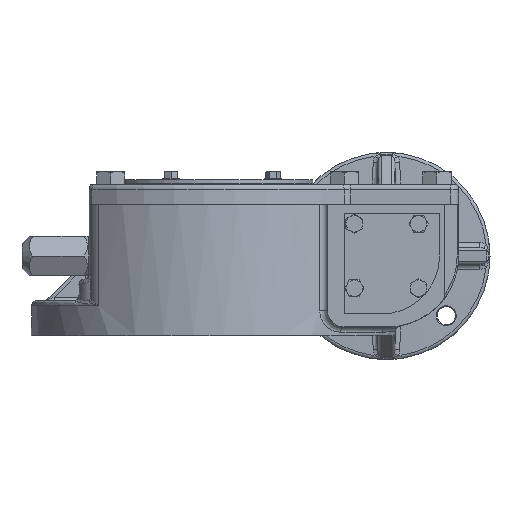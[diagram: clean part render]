
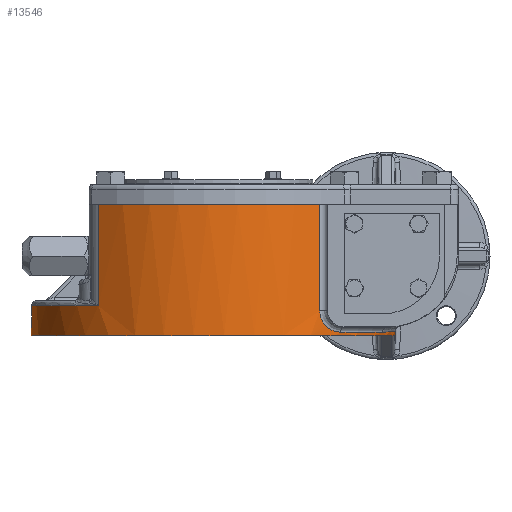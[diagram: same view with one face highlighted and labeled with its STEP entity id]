
A CAD part, front view. The second image highlights one B-rep face of the part: STEP entity #13546.
In plain terms, the highlighted cylindrical face has radius 110 mm (diameter 220 mm), a full revolution.
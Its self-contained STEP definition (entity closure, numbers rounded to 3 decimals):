
#220=B_SPLINE_CURVE_WITH_KNOTS('',3,(#20492,#20493,#20494,#20495,#20496,
#20497,#20498,#20499),.UNSPECIFIED.,.F.,.F.,(4,1,1,1,1,4),(0.,0.003,
0.006,0.012,0.017,0.023),
 .UNSPECIFIED.);
#221=B_SPLINE_CURVE_WITH_KNOTS('',3,(#20503,#20504,#20505,#20506,#20507,
#20508,#20509,#20510,#20511,#20512,#20513),.UNSPECIFIED.,.F.,.F.,(4,1,1,
1,1,1,1,1,4),(0.,0.01,0.021,0.031,
0.041,0.052,0.062,0.072,
0.083),.UNSPECIFIED.);
#222=B_SPLINE_CURVE_WITH_KNOTS('',3,(#20517,#20518,#20519,#20520,#20521,
#20522,#20523,#20524,#20525),.UNSPECIFIED.,.F.,.F.,(4,1,1,1,1,1,4),(0.,
0.006,0.012,0.015,0.017,
0.02,0.023),.UNSPECIFIED.);
#1034=LINE('',#20485,#1818);
#1035=LINE('',#20490,#1819);
#1036=LINE('',#20527,#1820);
#1037=LINE('',#20531,#1821);
#1818=VECTOR('',#17050,1000.);
#1819=VECTOR('',#17053,1000.);
#1820=VECTOR('',#17058,1000.);
#1821=VECTOR('',#17061,1000.);
#2602=CYLINDRICAL_SURFACE('',#15704,110.);
#3148=ORIENTED_EDGE('',*,*,#6941,.F.);
#3149=ORIENTED_EDGE('',*,*,#6942,.T.);
#3150=ORIENTED_EDGE('',*,*,#6943,.T.);
#3151=ORIENTED_EDGE('',*,*,#6944,.T.);
#3152=ORIENTED_EDGE('',*,*,#6945,.T.);
#3153=ORIENTED_EDGE('',*,*,#6946,.T.);
#3154=ORIENTED_EDGE('',*,*,#6947,.T.);
#3155=ORIENTED_EDGE('',*,*,#6948,.T.);
#3156=ORIENTED_EDGE('',*,*,#6949,.T.);
#3157=ORIENTED_EDGE('',*,*,#6950,.T.);
#3158=ORIENTED_EDGE('',*,*,#6951,.T.);
#3159=ORIENTED_EDGE('',*,*,#6952,.T.);
#3160=ORIENTED_EDGE('',*,*,#6953,.T.);
#6941=EDGE_CURVE('',#9171,#9171,#10758,.F.);
#6942=EDGE_CURVE('',#9172,#9173,#1034,.F.);
#6943=EDGE_CURVE('',#9173,#9174,#10759,.F.);
#6944=EDGE_CURVE('',#9174,#9175,#1035,.T.);
#6945=EDGE_CURVE('',#9175,#9176,#220,.T.);
#6946=EDGE_CURVE('',#9176,#9177,#10760,.T.);
#6947=EDGE_CURVE('',#9177,#9178,#221,.T.);
#6948=EDGE_CURVE('',#9178,#9179,#10761,.T.);
#6949=EDGE_CURVE('',#9179,#9180,#222,.T.);
#6950=EDGE_CURVE('',#9180,#9181,#1036,.F.);
#6951=EDGE_CURVE('',#9181,#9182,#10762,.F.);
#6952=EDGE_CURVE('',#9182,#9183,#1037,.T.);
#6953=EDGE_CURVE('',#9183,#9172,#10763,.F.);
#9171=VERTEX_POINT('',#20484);
#9172=VERTEX_POINT('',#20486);
#9173=VERTEX_POINT('',#20487);
#9174=VERTEX_POINT('',#20489);
#9175=VERTEX_POINT('',#20491);
#9176=VERTEX_POINT('',#20500);
#9177=VERTEX_POINT('',#20502);
#9178=VERTEX_POINT('',#20514);
#9179=VERTEX_POINT('',#20516);
#9180=VERTEX_POINT('',#20526);
#9181=VERTEX_POINT('',#20528);
#9182=VERTEX_POINT('',#20530);
#9183=VERTEX_POINT('',#20532);
#10758=CIRCLE('',#15705,110.);
#10759=CIRCLE('',#15706,110.);
#10760=CIRCLE('',#15707,110.);
#10761=CIRCLE('',#15708,110.);
#10762=CIRCLE('',#15709,110.);
#10763=CIRCLE('',#15710,110.);
#11342=EDGE_LOOP('',(#3148));
#11343=EDGE_LOOP('',(#3149,#3150,#3151,#3152,#3153,#3154,#3155,#3156,#3157,
#3158,#3159,#3160));
#12386=FACE_BOUND('',#11342,.T.);
#12387=FACE_BOUND('',#11343,.T.);
#13546=ADVANCED_FACE('',(#12386,#12387),#2602,.T.);
#15704=AXIS2_PLACEMENT_3D('',#20482,#17046,#17047);
#15705=AXIS2_PLACEMENT_3D('',#20483,#17048,#17049);
#15706=AXIS2_PLACEMENT_3D('',#20488,#17051,#17052);
#15707=AXIS2_PLACEMENT_3D('',#20501,#17054,#17055);
#15708=AXIS2_PLACEMENT_3D('',#20515,#17056,#17057);
#15709=AXIS2_PLACEMENT_3D('',#20529,#17059,#17060);
#15710=AXIS2_PLACEMENT_3D('',#20533,#17062,#17063);
#17046=DIRECTION('',(0.,0.,-1.));
#17047=DIRECTION('',(-1.,0.,0.));
#17048=DIRECTION('',(0.,0.,1.));
#17049=DIRECTION('',(1.,0.,0.));
#17050=DIRECTION('',(0.,0.,-1.));
#17051=DIRECTION('',(0.,0.,1.));
#17052=DIRECTION('',(1.,0.,0.));
#17053=DIRECTION('',(0.,0.,-1.));
#17054=DIRECTION('',(0.,0.,-1.));
#17055=DIRECTION('',(-1.,0.,0.));
#17056=DIRECTION('',(0.,0.,-1.));
#17057=DIRECTION('',(-1.,0.,0.));
#17058=DIRECTION('',(0.,0.,-1.));
#17059=DIRECTION('',(0.,0.,1.));
#17060=DIRECTION('',(1.,0.,0.));
#17061=DIRECTION('',(0.,0.,-1.));
#17062=DIRECTION('',(0.,0.,1.));
#17063=DIRECTION('',(1.,0.,0.));
#20482=CARTESIAN_POINT('',(0.,0.,82.));
#20483=CARTESIAN_POINT('',(0.,0.,0.));
#20484=CARTESIAN_POINT('',(110.,0.,0.));
#20485=CARTESIAN_POINT('',(-69.474,85.284,82.));
#20486=CARTESIAN_POINT('',(-69.474,85.284,18.));
#20487=CARTESIAN_POINT('',(-69.474,85.284,79.));
#20488=CARTESIAN_POINT('',(0.,0.,79.));
#20489=CARTESIAN_POINT('',(64.248,89.287,79.));
#20490=CARTESIAN_POINT('',(64.248,89.287,82.));
#20491=CARTESIAN_POINT('',(64.248,89.287,15.));
#20492=CARTESIAN_POINT('',(64.248,89.287,15.));
#20493=CARTESIAN_POINT('',(64.248,89.287,14.014));
#20494=CARTESIAN_POINT('',(64.463,89.133,12.085));
#20495=CARTESIAN_POINT('',(65.704,88.229,8.438));
#20496=CARTESIAN_POINT('',(68.478,86.134,4.848));
#20497=CARTESIAN_POINT('',(72.68,82.635,2.46));
#20498=CARTESIAN_POINT('',(75.502,80.021,2.));
#20499=CARTESIAN_POINT('',(76.903,78.651,2.));
#20500=CARTESIAN_POINT('',(76.903,78.651,2.));
#20501=CARTESIAN_POINT('',(0.,0.,2.));
#20502=CARTESIAN_POINT('',(102.212,40.653,2.));
#20503=CARTESIAN_POINT('',(102.212,40.653,2.));
#20504=CARTESIAN_POINT('',(103.506,37.4,2.));
#20505=CARTESIAN_POINT('',(105.763,30.825,2.113));
#20506=CARTESIAN_POINT('',(108.188,20.757,2.397));
#20507=CARTESIAN_POINT('',(109.665,10.494,2.638));
#20508=CARTESIAN_POINT('',(110.166,-0.018,2.732));
#20509=CARTESIAN_POINT('',(109.671,-10.383,2.639));
#20510=CARTESIAN_POINT('',(108.214,-20.627,2.401));
#20511=CARTESIAN_POINT('',(105.783,-30.766,2.114));
#20512=CARTESIAN_POINT('',(103.506,-37.401,2.));
#20513=CARTESIAN_POINT('',(102.212,-40.653,2.));
#20514=CARTESIAN_POINT('',(102.212,-40.653,2.));
#20515=CARTESIAN_POINT('',(0.,0.,2.));
#20516=CARTESIAN_POINT('',(76.903,-78.651,2.));
#20517=CARTESIAN_POINT('',(76.903,-78.651,2.));
#20518=CARTESIAN_POINT('',(75.502,-80.021,2.));
#20519=CARTESIAN_POINT('',(72.661,-82.652,2.465));
#20520=CARTESIAN_POINT('',(69.174,-85.553,4.458));
#20521=CARTESIAN_POINT('',(66.818,-87.388,6.992));
#20522=CARTESIAN_POINT('',(65.392,-88.457,9.359));
#20523=CARTESIAN_POINT('',(64.472,-89.127,12.044));
#20524=CARTESIAN_POINT('',(64.248,-89.287,14.013));
#20525=CARTESIAN_POINT('',(64.248,-89.287,15.));
#20526=CARTESIAN_POINT('',(64.248,-89.287,15.));
#20527=CARTESIAN_POINT('',(64.248,-89.287,82.));
#20528=CARTESIAN_POINT('',(64.248,-89.287,79.));
#20529=CARTESIAN_POINT('',(0.,0.,79.));
#20530=CARTESIAN_POINT('',(-69.474,-85.284,79.));
#20531=CARTESIAN_POINT('',(-69.474,-85.284,82.));
#20532=CARTESIAN_POINT('',(-69.474,-85.284,18.));
#20533=CARTESIAN_POINT('',(0.,0.,18.));
